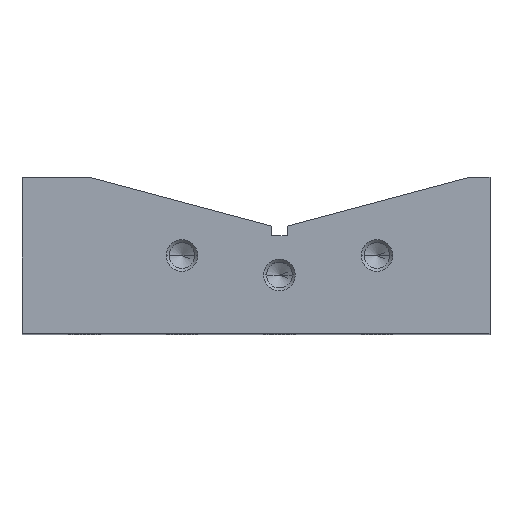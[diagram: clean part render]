
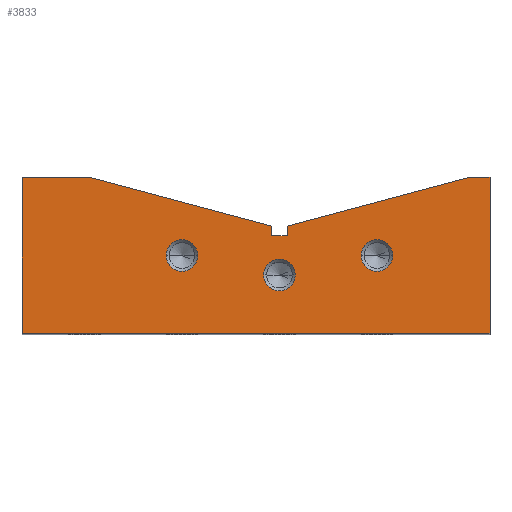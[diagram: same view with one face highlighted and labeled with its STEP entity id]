
A CAD part, top view. The second image highlights one B-rep face of the part: STEP entity #3833.
In plain terms, the highlighted planar face has unit normal (0, 0, 1).
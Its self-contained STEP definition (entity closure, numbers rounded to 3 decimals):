
#137 = VECTOR ( 'NONE', #877, 1000. ) ;
#202 = ORIENTED_EDGE ( 'NONE', *, *, #4370, .F. ) ;
#251 = VERTEX_POINT ( 'NONE', #5382 ) ;
#332 = DIRECTION ( 'NONE',  ( 0., 0., 1. ) ) ;
#423 = CARTESIAN_POINT ( 'NONE',  ( 0., 0., 75. ) ) ;
#439 = CARTESIAN_POINT ( 'NONE',  ( 1., 14.5, 75. ) ) ;
#442 = VERTEX_POINT ( 'NONE', #4694 ) ;
#447 = EDGE_CURVE ( 'NONE', #4331, #544, #4199, .T. ) ;
#489 = EDGE_CURVE ( 'NONE', #251, #2804, #795, .T. ) ;
#498 = PLANE ( 'NONE',  #4091 ) ;
#512 = DIRECTION ( 'NONE',  ( -0.966, -0.259, 0. ) ) ;
#544 = VERTEX_POINT ( 'NONE', #3818 ) ;
#685 = EDGE_CURVE ( 'NONE', #442, #251, #1869, .T. ) ;
#734 = ORIENTED_EDGE ( 'NONE', *, *, #4867, .T. ) ;
#780 = CARTESIAN_POINT ( 'NONE',  ( -1., 12.5, 75. ) ) ;
#795 = LINE ( 'NONE', #1434, #3516 ) ;
#810 = DIRECTION ( 'NONE',  ( 0., 0., 1. ) ) ;
#848 = ORIENTED_EDGE ( 'NONE', *, *, #3991, .F. ) ;
#877 = DIRECTION ( 'NONE',  ( 0., -1., 0. ) ) ;
#912 = CARTESIAN_POINT ( 'NONE',  ( -14.525, 10., 75. ) ) ;
#943 = CARTESIAN_POINT ( 'NONE',  ( -24.258, 20., 75. ) ) ;
#954 = DIRECTION ( 'NONE',  ( 1., 0., 0. ) ) ;
#1046 = AXIS2_PLACEMENT_3D ( 'NONE', #1363, #5770, #4800 ) ;
#1096 = AXIS2_PLACEMENT_3D ( 'NONE', #5305, #332, #954 ) ;
#1182 = CARTESIAN_POINT ( 'NONE',  ( 1., 13.768, 75. ) ) ;
#1183 = EDGE_CURVE ( 'NONE', #4814, #442, #6875, .T. ) ;
#1306 = VECTOR ( 'NONE', #4169, 1000. ) ;
#1316 = DIRECTION ( 'NONE',  ( 1., 0., 0. ) ) ;
#1363 = CARTESIAN_POINT ( 'NONE',  ( 0., 7.5, 75. ) ) ;
#1394 = CARTESIAN_POINT ( 'NONE',  ( 27., 0., 75. ) ) ;
#1422 = LINE ( 'NONE', #3665, #137 ) ;
#1434 = CARTESIAN_POINT ( 'NONE',  ( 27., 20., 75. ) ) ;
#1437 = CIRCLE ( 'NONE', #1096, 2.025 ) ;
#1480 = CARTESIAN_POINT ( 'NONE',  ( -33., 0., 75. ) ) ;
#1740 = VECTOR ( 'NONE', #4352, 1000. ) ;
#1829 = EDGE_CURVE ( 'NONE', #5205, #2960, #5737, .T. ) ;
#1869 = LINE ( 'NONE', #1394, #2128 ) ;
#1925 = CARTESIAN_POINT ( 'NONE',  ( -12.5, 10., 75. ) ) ;
#2054 = CARTESIAN_POINT ( 'NONE',  ( -12.5, 10., 75. ) ) ;
#2089 = DIRECTION ( 'NONE',  ( 1., 0., 0. ) ) ;
#2116 = CARTESIAN_POINT ( 'NONE',  ( -10.475, 10., 75. ) ) ;
#2128 = VECTOR ( 'NONE', #3060, 1000. ) ;
#2232 = CARTESIAN_POINT ( 'NONE',  ( 12.5, 10., 75. ) ) ;
#2246 = ORIENTED_EDGE ( 'NONE', *, *, #5110, .T. ) ;
#2304 = ORIENTED_EDGE ( 'NONE', *, *, #685, .T. ) ;
#2392 = LINE ( 'NONE', #780, #4898 ) ;
#2665 = ORIENTED_EDGE ( 'NONE', *, *, #5429, .F. ) ;
#2691 = AXIS2_PLACEMENT_3D ( 'NONE', #1925, #6323, #3072 ) ;
#2746 = DIRECTION ( 'NONE',  ( 0., 0., 1. ) ) ;
#2782 = LINE ( 'NONE', #3343, #5700 ) ;
#2804 = VERTEX_POINT ( 'NONE', #4659 ) ;
#2838 = CARTESIAN_POINT ( 'NONE',  ( -1., 12.5, 75. ) ) ;
#2850 = VERTEX_POINT ( 'NONE', #6642 ) ;
#2960 = VERTEX_POINT ( 'NONE', #2838 ) ;
#3060 = DIRECTION ( 'NONE',  ( 0., 1., 0. ) ) ;
#3072 = DIRECTION ( 'NONE',  ( 1., 0., 0. ) ) ;
#3075 = EDGE_CURVE ( 'NONE', #5925, #5608, #1437, .T. ) ;
#3117 = ORIENTED_EDGE ( 'NONE', *, *, #3075, .F. ) ;
#3151 = CARTESIAN_POINT ( 'NONE',  ( 1., 12.5, 75. ) ) ;
#3190 = EDGE_CURVE ( 'NONE', #7033, #5185, #4904, .T. ) ;
#3221 = ORIENTED_EDGE ( 'NONE', *, *, #1183, .T. ) ;
#3226 = FACE_BOUND ( 'NONE', #3953, .T. ) ;
#3262 = DIRECTION ( 'NONE',  ( 0., 0., 1. ) ) ;
#3343 = CARTESIAN_POINT ( 'NONE',  ( 0., 13.5, 75. ) ) ;
#3516 = VECTOR ( 'NONE', #5878, 1000. ) ;
#3660 = CARTESIAN_POINT ( 'NONE',  ( -33., 0., 75. ) ) ;
#3665 = CARTESIAN_POINT ( 'NONE',  ( -33., 20., 75. ) ) ;
#3669 = ORIENTED_EDGE ( 'NONE', *, *, #1829, .F. ) ;
#3675 = LINE ( 'NONE', #439, #1740 ) ;
#3754 = ORIENTED_EDGE ( 'NONE', *, *, #3190, .F. ) ;
#3772 = CARTESIAN_POINT ( 'NONE',  ( -1., 13.768, 75. ) ) ;
#3818 = CARTESIAN_POINT ( 'NONE',  ( 2.025, 7.5, 75. ) ) ;
#3833 = ADVANCED_FACE ( 'NONE', ( #3226, #5410, #6028, #6109 ), #498, .T. ) ;
#3896 = CIRCLE ( 'NONE', #5625, 2.025 ) ;
#3953 = EDGE_LOOP ( 'NONE', ( #5828, #4294 ) ) ;
#3985 = EDGE_LOOP ( 'NONE', ( #202, #3117 ) ) ;
#3991 = EDGE_CURVE ( 'NONE', #5185, #7033, #6612, .T. ) ;
#4091 = AXIS2_PLACEMENT_3D ( 'NONE', #423, #2746, #4945 ) ;
#4138 = CARTESIAN_POINT ( 'NONE',  ( 0., 7.5, 75. ) ) ;
#4169 = DIRECTION ( 'NONE',  ( 1., 0., 0. ) ) ;
#4177 = VERTEX_POINT ( 'NONE', #1182 ) ;
#4199 = CIRCLE ( 'NONE', #1046, 2.025 ) ;
#4294 = ORIENTED_EDGE ( 'NONE', *, *, #447, .F. ) ;
#4304 = DIRECTION ( 'NONE',  ( -1., 0., 0. ) ) ;
#4315 = AXIS2_PLACEMENT_3D ( 'NONE', #2232, #3262, #5458 ) ;
#4326 = EDGE_CURVE ( 'NONE', #2804, #4177, #2782, .T. ) ;
#4331 = VERTEX_POINT ( 'NONE', #4424 ) ;
#4352 = DIRECTION ( 'NONE',  ( 0., 1., 0. ) ) ;
#4370 = EDGE_CURVE ( 'NONE', #5608, #5925, #5220, .T. ) ;
#4424 = CARTESIAN_POINT ( 'NONE',  ( -2.025, 7.5, 75. ) ) ;
#4436 = ORIENTED_EDGE ( 'NONE', *, *, #6055, .T. ) ;
#4560 = EDGE_LOOP ( 'NONE', ( #6579, #2665, #3669, #2246, #4436, #734, #3221, #2304, #5095, #6210 ) ) ;
#4659 = CARTESIAN_POINT ( 'NONE',  ( 24.258, 20., 75. ) ) ;
#4681 = CARTESIAN_POINT ( 'NONE',  ( -24.258, 20., 75. ) ) ;
#4694 = CARTESIAN_POINT ( 'NONE',  ( 27., 0., 75. ) ) ;
#4696 = CARTESIAN_POINT ( 'NONE',  ( -1., 14.5, 75. ) ) ;
#4800 = DIRECTION ( 'NONE',  ( 1., 0., 0. ) ) ;
#4814 = VERTEX_POINT ( 'NONE', #1480 ) ;
#4826 = EDGE_LOOP ( 'NONE', ( #3754, #848 ) ) ;
#4856 = VERTEX_POINT ( 'NONE', #5381 ) ;
#4867 = EDGE_CURVE ( 'NONE', #4856, #4814, #1422, .T. ) ;
#4898 = VECTOR ( 'NONE', #6228, 1000. ) ;
#4904 = CIRCLE ( 'NONE', #7097, 2.025 ) ;
#4945 = DIRECTION ( 'NONE',  ( 1., 0., 0. ) ) ;
#5095 = ORIENTED_EDGE ( 'NONE', *, *, #489, .T. ) ;
#5110 = EDGE_CURVE ( 'NONE', #5205, #2850, #5693, .T. ) ;
#5185 = VERTEX_POINT ( 'NONE', #912 ) ;
#5205 = VERTEX_POINT ( 'NONE', #3772 ) ;
#5220 = CIRCLE ( 'NONE', #4315, 2.025 ) ;
#5305 = CARTESIAN_POINT ( 'NONE',  ( 12.5, 10., 75. ) ) ;
#5351 = VECTOR ( 'NONE', #6237, 1000. ) ;
#5381 = CARTESIAN_POINT ( 'NONE',  ( -33., 20., 75. ) ) ;
#5382 = CARTESIAN_POINT ( 'NONE',  ( 27., 20., 75. ) ) ;
#5410 = FACE_BOUND ( 'NONE', #3985, .T. ) ;
#5429 = EDGE_CURVE ( 'NONE', #2960, #7079, #2392, .T. ) ;
#5458 = DIRECTION ( 'NONE',  ( 1., 0., 0. ) ) ;
#5608 = VERTEX_POINT ( 'NONE', #6380 ) ;
#5625 = AXIS2_PLACEMENT_3D ( 'NONE', #4138, #810, #1316 ) ;
#5693 = LINE ( 'NONE', #4681, #5351 ) ;
#5700 = VECTOR ( 'NONE', #512, 1000. ) ;
#5721 = EDGE_CURVE ( 'NONE', #7079, #4177, #3675, .T. ) ;
#5737 = LINE ( 'NONE', #4696, #6218 ) ;
#5770 = DIRECTION ( 'NONE',  ( 0., 0., 1. ) ) ;
#5828 = ORIENTED_EDGE ( 'NONE', *, *, #6939, .F. ) ;
#5878 = DIRECTION ( 'NONE',  ( -1., 0., 0. ) ) ;
#5925 = VERTEX_POINT ( 'NONE', #6782 ) ;
#6028 = FACE_BOUND ( 'NONE', #4826, .T. ) ;
#6055 = EDGE_CURVE ( 'NONE', #2850, #4856, #6509, .T. ) ;
#6109 = FACE_OUTER_BOUND ( 'NONE', #4560, .T. ) ;
#6210 = ORIENTED_EDGE ( 'NONE', *, *, #4326, .T. ) ;
#6218 = VECTOR ( 'NONE', #6897, 1000. ) ;
#6228 = DIRECTION ( 'NONE',  ( 1., 0., 0. ) ) ;
#6237 = DIRECTION ( 'NONE',  ( -0.966, 0.259, 0. ) ) ;
#6323 = DIRECTION ( 'NONE',  ( 0., 0., 1. ) ) ;
#6380 = CARTESIAN_POINT ( 'NONE',  ( 14.525, 10., 75. ) ) ;
#6509 = LINE ( 'NONE', #943, #6621 ) ;
#6579 = ORIENTED_EDGE ( 'NONE', *, *, #5721, .F. ) ;
#6612 = CIRCLE ( 'NONE', #2691, 2.025 ) ;
#6621 = VECTOR ( 'NONE', #4304, 1000. ) ;
#6642 = CARTESIAN_POINT ( 'NONE',  ( -24.258, 20., 75. ) ) ;
#6782 = CARTESIAN_POINT ( 'NONE',  ( 10.475, 10., 75. ) ) ;
#6875 = LINE ( 'NONE', #3660, #1306 ) ;
#6897 = DIRECTION ( 'NONE',  ( 0., -1., 0. ) ) ;
#6939 = EDGE_CURVE ( 'NONE', #544, #4331, #3896, .T. ) ;
#7033 = VERTEX_POINT ( 'NONE', #2116 ) ;
#7061 = DIRECTION ( 'NONE',  ( 0., 0., 1. ) ) ;
#7079 = VERTEX_POINT ( 'NONE', #3151 ) ;
#7097 = AXIS2_PLACEMENT_3D ( 'NONE', #2054, #7061, #2089 ) ;
